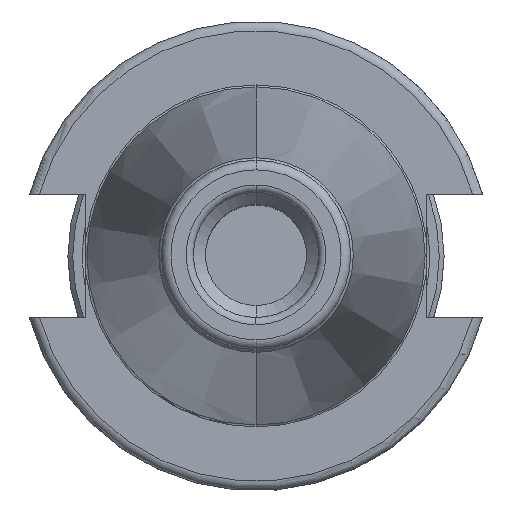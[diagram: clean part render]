
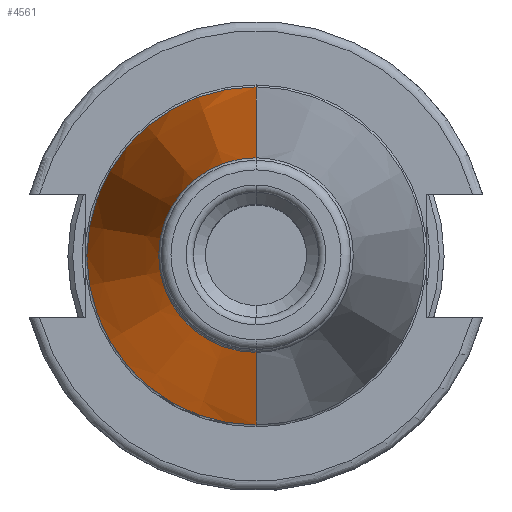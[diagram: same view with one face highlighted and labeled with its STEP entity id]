
A CAD part, top view. The second image highlights one B-rep face of the part: STEP entity #4561.
In plain terms, the highlighted conical face has half-angle 8.297 degrees and reference radius 27.65 mm.
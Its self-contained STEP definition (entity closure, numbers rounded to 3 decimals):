
#1903=DIRECTION('',(0,-0.144,0.99));
#1904=VECTOR('',#1903,103.254);
#1905=CARTESIAN_POINT('',(0,35.1,14));
#1906=LINE('',#1905,#1904);
#1907=DIRECTION('',(0,0.144,0.99));
#1908=VECTOR('',#1907,103.254);
#1909=CARTESIAN_POINT('',(0,-35.1,14));
#1910=LINE('',#1909,#1908);
#1911=CARTESIAN_POINT('',(0,0,14));
#1912=DIRECTION('',(0,0,1));
#1913=DIRECTION('',(0,1,0));
#1914=AXIS2_PLACEMENT_3D('',#1911,#1912,#1913);
#1936=CARTESIAN_POINT('',(0,0,116.173));
#1937=DIRECTION('',(0,0,1));
#1938=DIRECTION('',(0,1,0));
#1939=AXIS2_PLACEMENT_3D('',#1936,#1937,#1938);
#2267=CARTESIAN_POINT('',(0,35.1,14));
#2268=VERTEX_POINT('',#2267);
#2269=CARTESIAN_POINT('',(0,20.2,116.173));
#2270=VERTEX_POINT('',#2269);
#2307=CARTESIAN_POINT('',(0,-35.1,14));
#2308=VERTEX_POINT('',#2307);
#2309=CARTESIAN_POINT('',(0,-20.2,116.173));
#2310=VERTEX_POINT('',#2309);
#4547=CARTESIAN_POINT('',(0,0,65.087));
#4548=DIRECTION('',(0,0,-1));
#4549=DIRECTION('',(0,-1,0));
#4550=AXIS2_PLACEMENT_3D('',#4547,#4548,#4549);
#4551=CONICAL_SURFACE('',#4550,27.65,8.297);
#4553=ORIENTED_EDGE('',*,*,#4552,.T.);
#4555=ORIENTED_EDGE('',*,*,#4554,.T.);
#4557=ORIENTED_EDGE('',*,*,#4556,.F.);
#4558=ORIENTED_EDGE('',*,*,#4540,.F.);
#4559=EDGE_LOOP('',(#4553,#4555,#4557,#4558));
#4560=FACE_OUTER_BOUND('',#4559,.F.);
#4561=ADVANCED_FACE('',(#4560),#4551,.T.);
#1915=CIRCLE('',#1914,35.1);
#1940=CIRCLE('',#1939,20.2);
#4540=EDGE_CURVE('',#2268,#2308,#1915,.T.);
#4552=EDGE_CURVE('',#2268,#2270,#1906,.T.);
#4554=EDGE_CURVE('',#2270,#2310,#1940,.T.);
#4556=EDGE_CURVE('',#2308,#2310,#1910,.T.);
